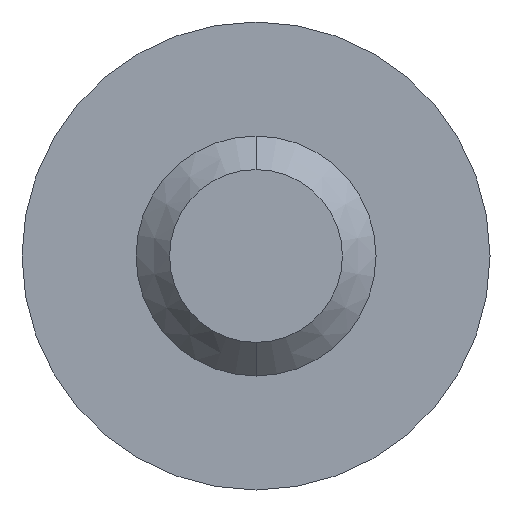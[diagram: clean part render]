
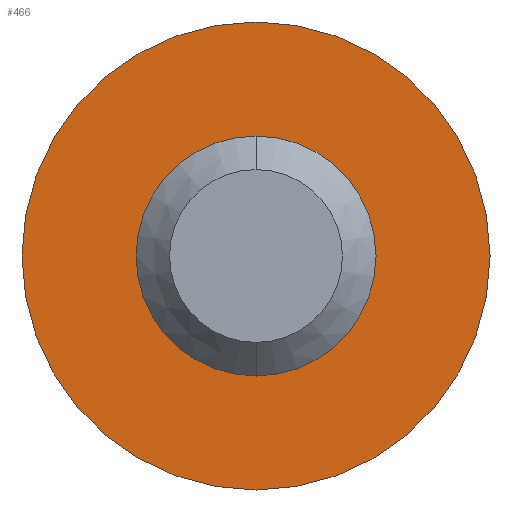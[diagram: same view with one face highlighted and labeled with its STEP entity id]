
A CAD part, front view. The second image highlights one B-rep face of the part: STEP entity #466.
In plain terms, the highlighted planar face has unit normal (0, -1, 0).
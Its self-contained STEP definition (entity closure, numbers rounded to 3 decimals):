
#1 = DIRECTION ( 'NONE',  ( 0., 1., 0. ) ) ;
#31 = AXIS2_PLACEMENT_3D ( 'NONE', #282, #603, #790 ) ;
#65 = DIRECTION ( 'NONE',  ( 0., 0., -1. ) ) ;
#74 = CARTESIAN_POINT ( 'NONE',  ( 0., -1.175, 2.5 ) ) ;
#101 = ORIENTED_EDGE ( 'NONE', *, *, #497, .F. ) ;
#107 = AXIS2_PLACEMENT_3D ( 'NONE', #695, #196, #65 ) ;
#125 = CARTESIAN_POINT ( 'NONE',  ( 0., -1.175, -2.5 ) ) ;
#179 = CARTESIAN_POINT ( 'NONE',  ( 0., -1.175, 0. ) ) ;
#180 = DIRECTION ( 'NONE',  ( 0., 0., -1. ) ) ;
#192 = ORIENTED_EDGE ( 'NONE', *, *, #363, .F. ) ;
#196 = DIRECTION ( 'NONE',  ( 0., -1., 0. ) ) ;
#242 = VERTEX_POINT ( 'NONE', #125 ) ;
#246 = DIRECTION ( 'NONE',  ( 0., 0., -1. ) ) ;
#282 = CARTESIAN_POINT ( 'NONE',  ( 0., -1.175, 0. ) ) ;
#319 = VERTEX_POINT ( 'NONE', #490 ) ;
#322 = DIRECTION ( 'NONE',  ( 0., 0., 1. ) ) ;
#327 = CARTESIAN_POINT ( 'NONE',  ( 0., -1.175, 0. ) ) ;
#363 = EDGE_CURVE ( 'NONE', #484, #242, #699, .T. ) ;
#378 = CIRCLE ( 'NONE', #386, 4.875 ) ;
#386 = AXIS2_PLACEMENT_3D ( 'NONE', #179, #612, #180 ) ;
#460 = VERTEX_POINT ( 'NONE', #513 ) ;
#466 = ADVANCED_FACE ( 'NONE', ( #576, #533 ), #704, .F. ) ;
#484 = VERTEX_POINT ( 'NONE', #74 ) ;
#490 = CARTESIAN_POINT ( 'NONE',  ( 0., -1.175, -4.875 ) ) ;
#496 = ORIENTED_EDGE ( 'NONE', *, *, #750, .F. ) ;
#497 = EDGE_CURVE ( 'NONE', #242, #484, #785, .T. ) ;
#513 = CARTESIAN_POINT ( 'NONE',  ( 0., -1.175, 4.875 ) ) ;
#533 = FACE_OUTER_BOUND ( 'NONE', #725, .T. ) ;
#545 = CIRCLE ( 'NONE', #653, 4.875 ) ;
#576 = FACE_BOUND ( 'NONE', #657, .T. ) ;
#582 = ORIENTED_EDGE ( 'NONE', *, *, #621, .F. ) ;
#603 = DIRECTION ( 'NONE',  ( 0., -1., 0. ) ) ;
#612 = DIRECTION ( 'NONE',  ( 0., 1., 0. ) ) ;
#621 = EDGE_CURVE ( 'NONE', #460, #319, #378, .T. ) ;
#639 = DIRECTION ( 'NONE',  ( 0., 1., 0. ) ) ;
#653 = AXIS2_PLACEMENT_3D ( 'NONE', #744, #1, #246 ) ;
#657 = EDGE_LOOP ( 'NONE', ( #101, #192 ) ) ;
#695 = CARTESIAN_POINT ( 'NONE',  ( 0., -1.175, 0. ) ) ;
#699 = CIRCLE ( 'NONE', #107, 2.5 ) ;
#704 = PLANE ( 'NONE',  #804 ) ;
#725 = EDGE_LOOP ( 'NONE', ( #496, #582 ) ) ;
#744 = CARTESIAN_POINT ( 'NONE',  ( 0., -1.175, 0. ) ) ;
#750 = EDGE_CURVE ( 'NONE', #319, #460, #545, .T. ) ;
#785 = CIRCLE ( 'NONE', #31, 2.5 ) ;
#790 = DIRECTION ( 'NONE',  ( 0., 0., -1. ) ) ;
#804 = AXIS2_PLACEMENT_3D ( 'NONE', #327, #639, #322 ) ;
